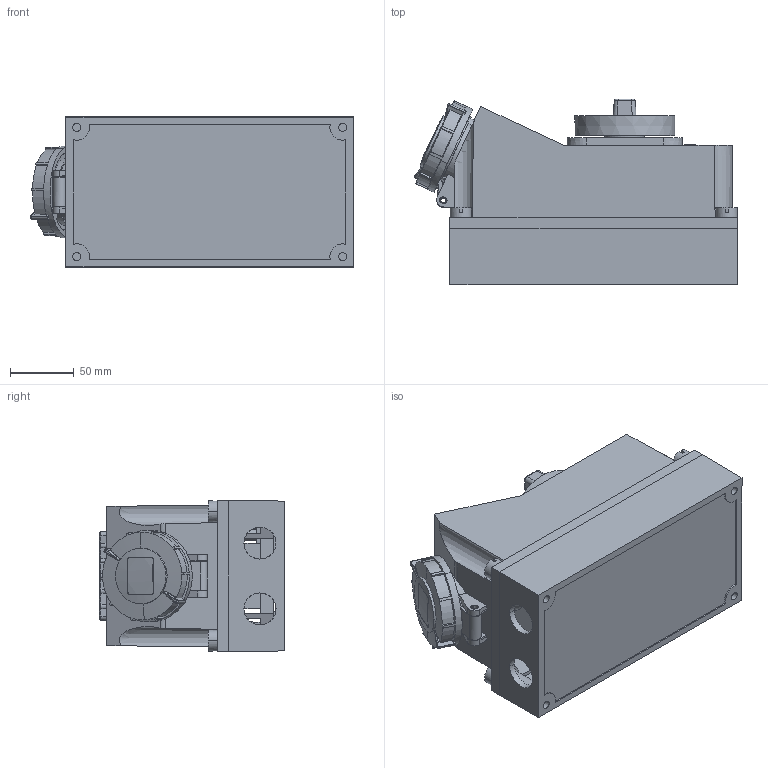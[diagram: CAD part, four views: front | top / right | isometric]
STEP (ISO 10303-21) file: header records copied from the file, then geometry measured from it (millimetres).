
FILE_DESCRIPTION (( 'STEP AP214' ), '1' );
FILE_NAME ('PSR11-016-3-5-67 Ðîçåòêà ñ ìåõ. áëîê. ÑÑÈ-813 16À-6÷ 220Â 2P+PE IP67 IEK.STEP', '2025-01-23T13:14:22', ( '' ), ( '' ), 'SwSTEP 2.0', 'SolidWorks 2022', '' );
FILE_SCHEMA (( 'AUTOMOTIVE_DESIGN' ));
Length unit declared in the file: millimetre
Products named in the file (1): PSR11-016-3-5-67 Розетка с мех. блок. ССИ-813 16А-6ч 220В 2P+PE IP67 IEK
Bounding box: 252.57 x 145.31 x 118 mm (x, y, z)
Volume: 936163.8 mm3; surface area: 375536.7 mm2
Topology: 3 solids, 6 shells, 979 faces, 2598 edges, 1697 vertices
Faces by surface type: plane 446, cylinder 308, cone 82, bspline 80, sphere 34, torus 29
Entity records: 38550 total; most frequent: CARTESIAN_POINT 14736, ORIENTED_EDGE 5174, DIRECTION 4698, EDGE_CURVE 2587, AXIS2_PLACEMENT_3D 1747, VERTEX_POINT 1693, LINE 1204, VECTOR 1204
